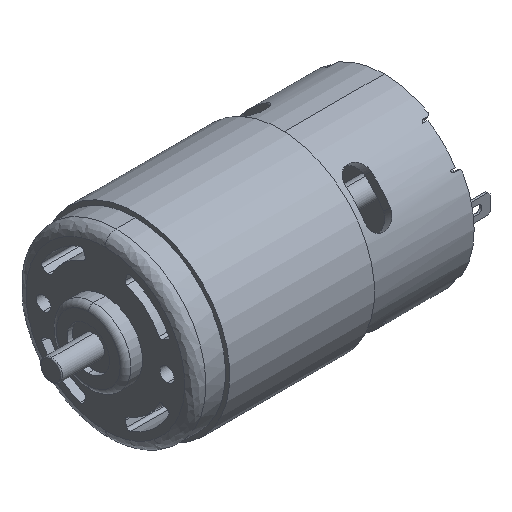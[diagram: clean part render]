
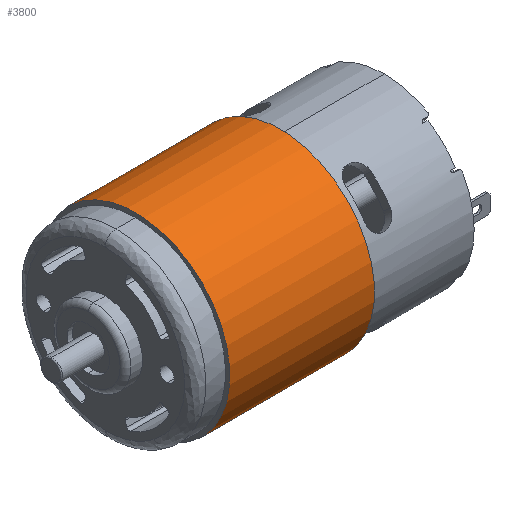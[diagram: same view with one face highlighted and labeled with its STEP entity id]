
A CAD part, isometric view. The second image highlights one B-rep face of the part: STEP entity #3800.
In plain terms, the highlighted cylindrical face has radius 22.15 mm (diameter 44.3 mm), a partial arc.
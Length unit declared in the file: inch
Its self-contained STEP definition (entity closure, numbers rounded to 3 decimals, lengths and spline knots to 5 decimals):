
#787 = CARTESIAN_POINT ( 'NONE',  ( 2.51465, -0.22595, -0.84227 ) ) ;
#1377 = AXIS2_PLACEMENT_3D ( 'NONE', #3328, #12942, #4725 ) ;
#1405 = EDGE_CURVE ( 'NONE', #16593, #4748, #15721, .T. ) ;
#1458 = CARTESIAN_POINT ( 'NONE',  ( 1.61811, -0.22595, -0.84227 ) ) ;
#1642 = CARTESIAN_POINT ( 'NONE',  ( 0.27953, 0., 0. ) ) ;
#2129 = EDGE_LOOP ( 'NONE', ( #6453, #7152, #10441, #2649 ) ) ;
#2525 = DIRECTION ( 'NONE',  ( 0., 0., -1. ) ) ;
#2649 = ORIENTED_EDGE ( 'NONE', *, *, #6612, .F. ) ;
#2977 = FACE_OUTER_BOUND ( 'NONE', #2129, .T. ) ;
#3025 = DIRECTION ( 'NONE',  ( 0., 0., -1. ) ) ;
#3242 = VERTEX_POINT ( 'NONE', #16236 ) ;
#3328 = CARTESIAN_POINT ( 'NONE',  ( 1.61811, 0., 0. ) ) ;
#3800 = ADVANCED_FACE ( 'NONE', ( #2977 ), #15488, .T. ) ;
#3869 = DIRECTION ( 'NONE',  ( 1., 0., 0. ) ) ;
#4015 = DIRECTION ( 'NONE',  ( 1., 0., 0. ) ) ;
#4031 = CIRCLE ( 'NONE', #16561, 0.87205 ) ;
#4725 = DIRECTION ( 'NONE',  ( 0., 0., -1. ) ) ;
#4748 = VERTEX_POINT ( 'NONE', #9196 ) ;
#5348 = AXIS2_PLACEMENT_3D ( 'NONE', #13483, #3869, #2525 ) ;
#6453 = ORIENTED_EDGE ( 'NONE', *, *, #10857, .T. ) ;
#6612 = EDGE_CURVE ( 'NONE', #13859, #4748, #12356, .T. ) ;
#6683 = CARTESIAN_POINT ( 'NONE',  ( 2.51465, 0.22595, -0.84227 ) ) ;
#7152 = ORIENTED_EDGE ( 'NONE', *, *, #14433, .T. ) ;
#7930 = CARTESIAN_POINT ( 'NONE',  ( 0.27953, 0.22595, -0.84227 ) ) ;
#8698 = VECTOR ( 'NONE', #4015, 39.37008 ) ;
#9196 = CARTESIAN_POINT ( 'NONE',  ( 1.61811, 0.22595, -0.84227 ) ) ;
#10441 = ORIENTED_EDGE ( 'NONE', *, *, #1405, .T. ) ;
#10857 = EDGE_CURVE ( 'NONE', #13859, #3242, #4031, .T. ) ;
#11281 = DIRECTION ( 'NONE',  ( 1., 0., 0. ) ) ;
#12356 = LINE ( 'NONE', #6683, #8698 ) ;
#12942 = DIRECTION ( 'NONE',  ( -1., 0., 0. ) ) ;
#13483 = CARTESIAN_POINT ( 'NONE',  ( 2.51465, 0., 0. ) ) ;
#13859 = VERTEX_POINT ( 'NONE', #7930 ) ;
#14128 = LINE ( 'NONE', #787, #17791 ) ;
#14433 = EDGE_CURVE ( 'NONE', #3242, #16593, #14128, .T. ) ;
#15488 = CYLINDRICAL_SURFACE ( 'NONE', #5348, 0.87205 ) ;
#15721 = CIRCLE ( 'NONE', #1377, 0.87205 ) ;
#16236 = CARTESIAN_POINT ( 'NONE',  ( 0.27953, -0.22595, -0.84227 ) ) ;
#16561 = AXIS2_PLACEMENT_3D ( 'NONE', #1642, #11281, #3025 ) ;
#16593 = VERTEX_POINT ( 'NONE', #1458 ) ;
#17298 = DIRECTION ( 'NONE',  ( 1., 0., 0. ) ) ;
#17791 = VECTOR ( 'NONE', #17298, 39.37008 ) ;
